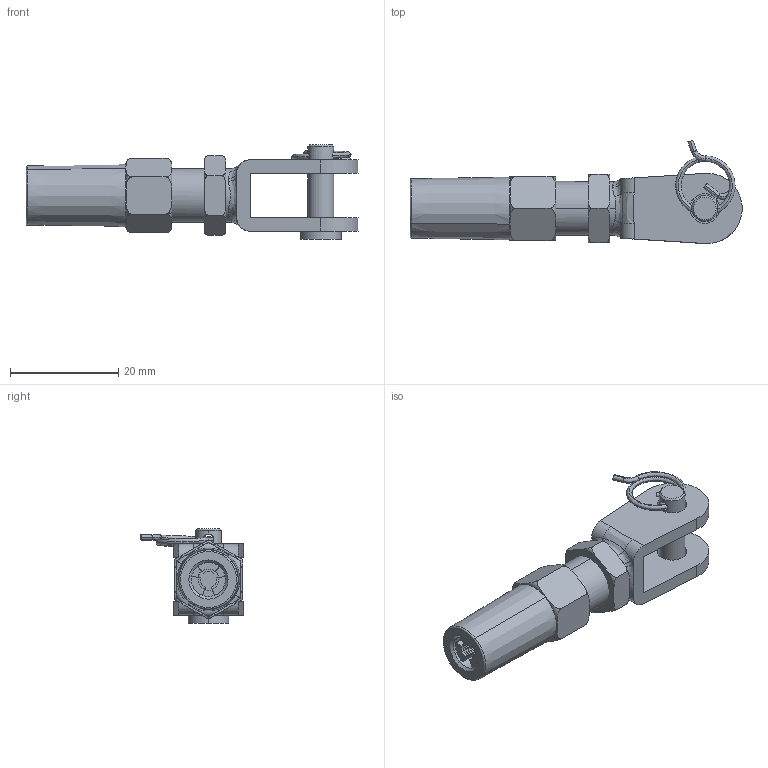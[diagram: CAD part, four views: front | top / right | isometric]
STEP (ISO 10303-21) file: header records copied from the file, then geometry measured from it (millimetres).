
FILE_DESCRIPTION (( 'STEP AP203' ), '1' );
FILE_NAME ('A14_7300-003.STEP', '2022-11-15T10:37:20', ( '' ), ( '' ), 'SwSTEP 2.0', 'SolidWorks 2019', '' );
FILE_SCHEMA (( 'CONFIG_CONTROL_DESIGN' ));
Length unit declared in the file: millimetre
Products named in the file (10): A14_7300-003.P7SLDASM_skupina; A14_7300-003.P3; A14_7300-003; A14_7300-003.P2; A14_7300-003.P8; A14_7300-003.P1; A14_7300-003.P9; A14_7300-003.P7; A14_7300-003.P6; A14_7300-003.P4
Assembly tree (11 placements, depth 3):
  A14_7300-003
    A14_7300-003.P1
    A14_7300-003.P2
    A14_7300-003.P6
    A14_7300-003.P4
    A14_7300-003.P7SLDASM_skupina
      A14_7300-003.P7  x3
      A14_7300-003.P8
    A14_7300-003.P3
    A14_7300-003.P9
Bounding box: 61.48 x 19.08 x 17.5 mm (x, y, z)
Volume: 5541.7 mm3; surface area: 5896.4 mm2
Topology: 10 solids, 10 shells, 727 faces, 1808 edges, 1096 vertices
Faces by surface type: cone 384, cylinder 217, plane 56, bspline 46, torus 24
Entity records: 13718 total; most frequent: CARTESIAN_POINT 4737, DIRECTION 1691, ORIENTED_EDGE 1658, EDGE_CURVE 829, AXIS2_PLACEMENT_3D 653, VERTEX_POINT 504, LINE 385, VECTOR 385
